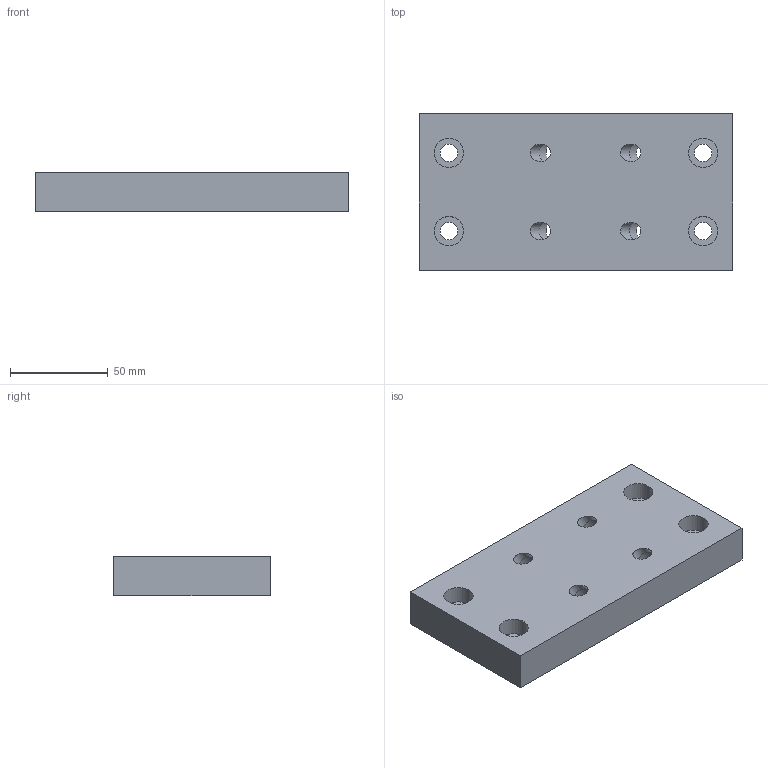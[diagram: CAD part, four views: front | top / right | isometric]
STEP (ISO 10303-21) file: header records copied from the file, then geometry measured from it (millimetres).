
FILE_DESCRIPTION(/* description */ ('Verbindungsplatte 60° 80 x 160'),/* implementation_level */ '2;1');
FILE_NAME(/* name */ 'SV5016N.stp',/* time_stamp */ '2015-11-27T12:28:03+01:00',/* author */ ('Marina Kaa'),/* organization */ (''),/* preprocessor_version */ 'ST-DEVELOPER v15.6',/* originating_system */ 'Autodesk Inventor 2015',/* authorisation */ '');
FILE_SCHEMA (('AUTOMOTIVE_DESIGN { 1 0 10303 214 3 1 1 }'));
Length unit declared in the file: millimetre
Products named in the file (1): SV5016N
Bounding box: 160 x 80 x 20 mm (x, y, z)
Volume: 233273.8 mm3; surface area: 40867.2 mm2
Topology: 1 solids, 1 shells, 30 faces, 64 edges, 44 vertices
Faces by surface type: cylinder 16, plane 14
Full cylindrical faces by diameter (mm): 9 x8, 15 x8
Entity records: 772 total; most frequent: DIRECTION 138, CARTESIAN_POINT 115, ORIENTED_EDGE 88, EDGE_LOOP 70, AXIS2_PLACEMENT_3D 63, EDGE_CURVE 44, FACE_BOUND 40, VERTEX_POINT 40
